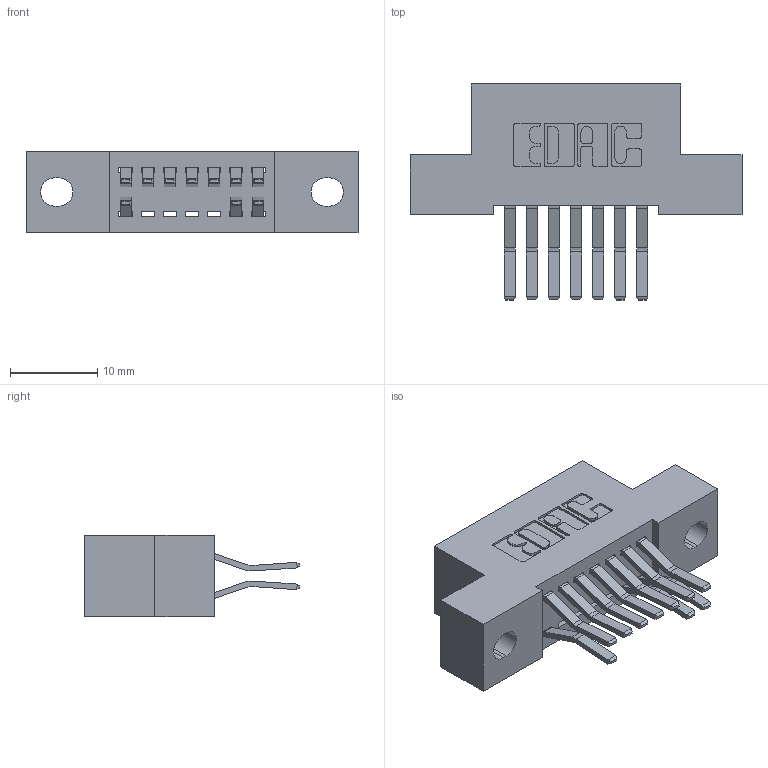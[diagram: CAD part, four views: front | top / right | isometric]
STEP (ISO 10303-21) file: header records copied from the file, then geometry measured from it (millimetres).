
FILE_DESCRIPTION (( 'STEP AP203' ), '1' );
FILE_NAME ('392-014-560-202.STEP', '2018-08-15T00:38:34', ( '' ), ( '' ), 'SwSTEP 2.0', 'SolidWorks 2016', '' );
FILE_SCHEMA (( 'CONFIG_CONTROL_DESIGN' ));
Length unit declared in the file: inch
Products named in the file (3): 342 Part_.128 Slot; 345-292-001_560 Tail; 392-014-560-202
Assembly tree (11 placements, depth 2):
  392-014-560-202
    342 Part_.128 Slot
    345-292-001_560 Tail  x10
Bounding box: 38.1 x 24.78 x 9.4 mm (x, y, z)
Volume: 3235.1 mm3; surface area: 4121.5 mm2
Topology: 11 solids, 11 shells, 678 faces, 2005 edges, 1322 vertices
Faces by surface type: plane 454, cylinder 224
Entity records: 8993 total; most frequent: CARTESIAN_POINT 1550, ORIENTED_EDGE 1490, DIRECTION 1385, EDGE_CURVE 745, LINE 613, VECTOR 613, VERTEX_POINT 494, AXIS2_PLACEMENT_3D 386
